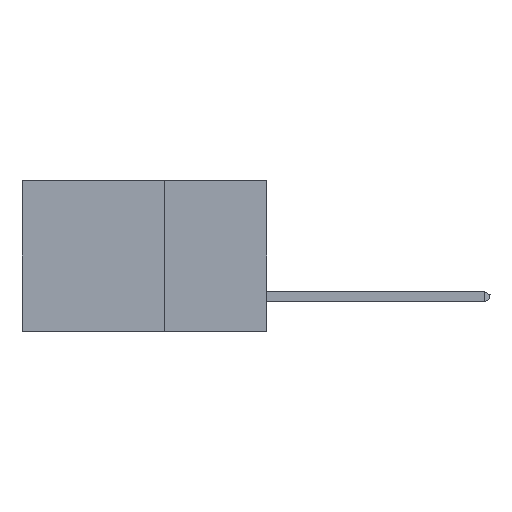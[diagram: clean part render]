
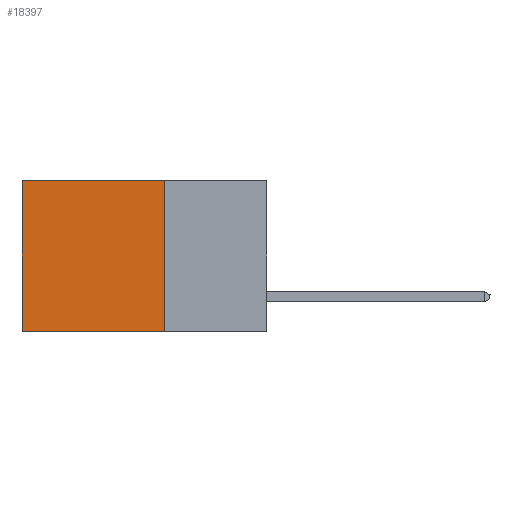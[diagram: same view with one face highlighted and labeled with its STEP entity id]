
A CAD part, left-side view. The second image highlights one B-rep face of the part: STEP entity #18397.
In plain terms, the highlighted planar face has unit normal (-1, 0, 0).
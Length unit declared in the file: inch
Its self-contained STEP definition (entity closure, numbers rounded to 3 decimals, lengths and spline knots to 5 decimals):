
#685 = EDGE_CURVE ( 'NONE', #16611, #21493, #33408, .T. ) ;
#2316 = CARTESIAN_POINT ( 'NONE',  ( 0.2875, 0.6, 0. ) ) ;
#4548 = EDGE_LOOP ( 'NONE', ( #25260, #32066, #24298, #20145 ) ) ;
#9147 = DIRECTION ( 'NONE',  ( 1., 0., 0. ) ) ;
#14576 = CARTESIAN_POINT ( 'NONE',  ( 0.2875, 0.25, -0.37 ) ) ;
#14779 = LINE ( 'NONE', #2316, #21611 ) ;
#16611 = VERTEX_POINT ( 'NONE', #37457 ) ;
#17612 = CARTESIAN_POINT ( 'NONE',  ( 0.2875, 0.25, 0. ) ) ;
#17695 = PLANE ( 'NONE',  #45230 ) ;
#18351 = CARTESIAN_POINT ( 'NONE',  ( 0.2875, 0.25, 0. ) ) ;
#18397 = ADVANCED_FACE ( 'NONE', ( #45896 ), #17695, .F. ) ;
#20145 = ORIENTED_EDGE ( 'NONE', *, *, #33796, .T. ) ;
#21025 = LINE ( 'NONE', #37038, #29514 ) ;
#21493 = VERTEX_POINT ( 'NONE', #30499 ) ;
#21611 = VECTOR ( 'NONE', #35249, 39.37008 ) ;
#24298 = ORIENTED_EDGE ( 'NONE', *, *, #685, .F. ) ;
#25260 = ORIENTED_EDGE ( 'NONE', *, *, #27676, .T. ) ;
#25396 = EDGE_CURVE ( 'NONE', #21493, #27381, #35436, .T. ) ;
#25709 = VERTEX_POINT ( 'NONE', #33893 ) ;
#26001 = CARTESIAN_POINT ( 'NONE',  ( 0.2875, 0.6, -0.37 ) ) ;
#27381 = VERTEX_POINT ( 'NONE', #26001 ) ;
#27676 = EDGE_CURVE ( 'NONE', #25709, #27381, #14779, .T. ) ;
#29475 = VECTOR ( 'NONE', #44214, 39.37008 ) ;
#29514 = VECTOR ( 'NONE', #36562, 39.37008 ) ;
#30499 = CARTESIAN_POINT ( 'NONE',  ( 0.2875, 0.25, -0.37 ) ) ;
#30817 = DIRECTION ( 'NONE',  ( 0., 0., -1. ) ) ;
#32066 = ORIENTED_EDGE ( 'NONE', *, *, #25396, .F. ) ;
#33408 = LINE ( 'NONE', #18351, #29475 ) ;
#33796 = EDGE_CURVE ( 'NONE', #16611, #25709, #21025, .T. ) ;
#33893 = CARTESIAN_POINT ( 'NONE',  ( 0.2875, 0.6, 0. ) ) ;
#35249 = DIRECTION ( 'NONE',  ( 0., 0., -1. ) ) ;
#35436 = LINE ( 'NONE', #14576, #40540 ) ;
#36562 = DIRECTION ( 'NONE',  ( 0., 1., 0. ) ) ;
#37038 = CARTESIAN_POINT ( 'NONE',  ( 0.2875, 0.25, 0. ) ) ;
#37457 = CARTESIAN_POINT ( 'NONE',  ( 0.2875, 0.25, 0. ) ) ;
#40540 = VECTOR ( 'NONE', #46915, 39.37008 ) ;
#44214 = DIRECTION ( 'NONE',  ( 0., 0., -1. ) ) ;
#45230 = AXIS2_PLACEMENT_3D ( 'NONE', #17612, #9147, #30817 ) ;
#45896 = FACE_OUTER_BOUND ( 'NONE', #4548, .T. ) ;
#46915 = DIRECTION ( 'NONE',  ( 0., 1., 0. ) ) ;
